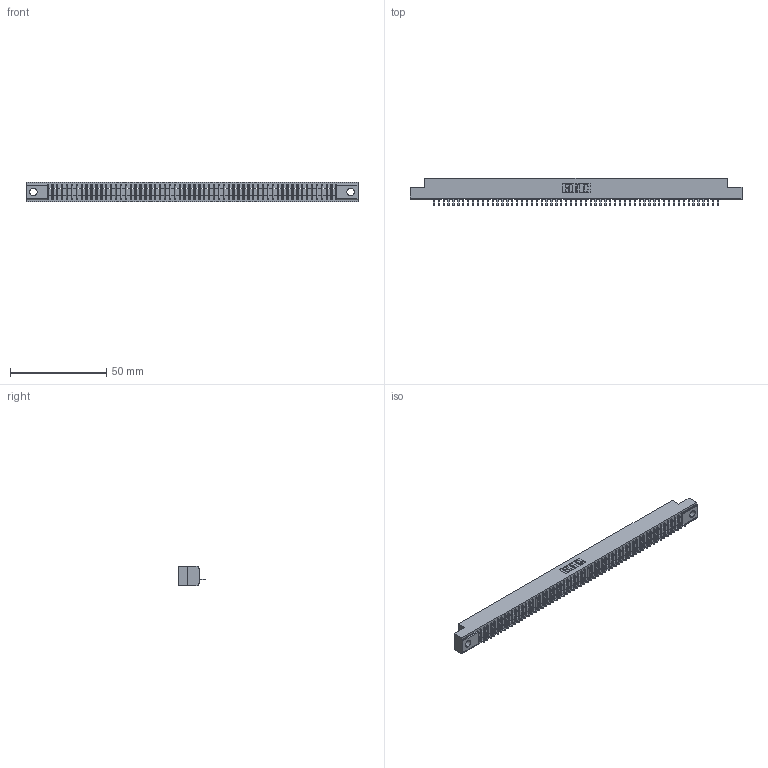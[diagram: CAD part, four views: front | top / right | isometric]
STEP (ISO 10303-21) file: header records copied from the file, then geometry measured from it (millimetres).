
FILE_DESCRIPTION (( 'STEP AP203' ), '1' );
FILE_NAME ('341-059-520-104.STEP', '2018-08-07T16:44:45', ( '' ), ( '' ), 'SwSTEP 2.0', 'SolidWorks 2016', '' );
FILE_SCHEMA (( 'CONFIG_CONTROL_DESIGN' ));
Length unit declared in the file: inch
Products named in the file (3): 341 Part_.156 (3.96) Dia Mounting Holes; 341-292-001_341-292-120; 341-059-520-104
Assembly tree (60 placements, depth 2):
  341-059-520-104
    341 Part_.156 (3.96) Dia Mounting Holes
    341-292-001_341-292-120  x59
Bounding box: 172.09 x 14.27 x 10.16 mm (x, y, z)
Volume: 12196.7 mm3; surface area: 19080.5 mm2
Topology: 60 solids, 60 shells, 4968 faces, 14335 edges, 9198 vertices
Faces by surface type: plane 3091, cylinder 1641, sphere 120, torus 116
Entity records: 67668 total; most frequent: CARTESIAN_POINT 11508, ORIENTED_EDGE 11494, DIRECTION 11087, EDGE_CURVE 5747, VECTOR 4669, LINE 4669, VERTEX_POINT 3630, AXIS2_PLACEMENT_3D 3209
